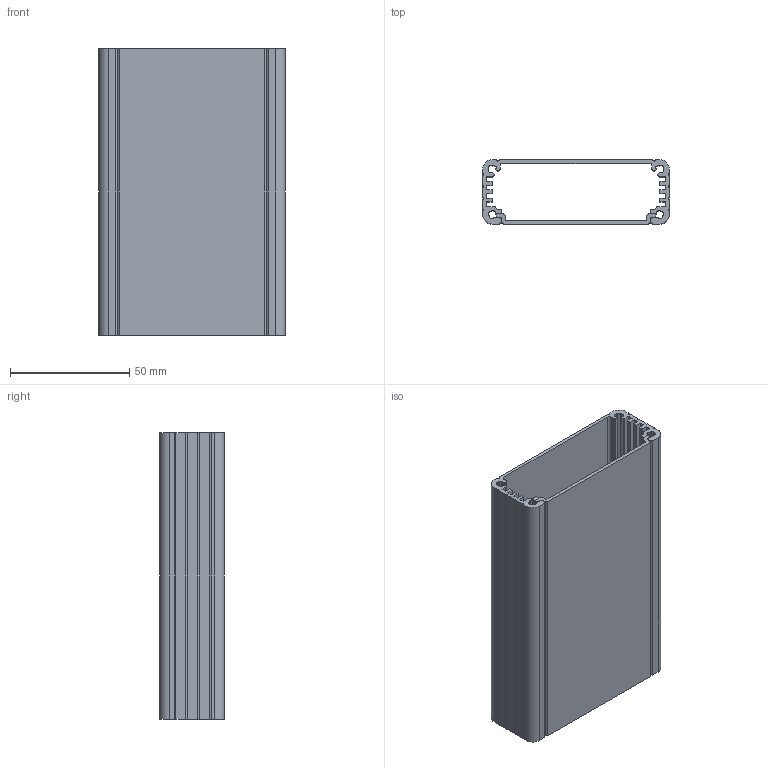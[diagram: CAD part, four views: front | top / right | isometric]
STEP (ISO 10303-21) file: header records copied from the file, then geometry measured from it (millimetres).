
FILE_DESCRIPTION((''),'2;1');
FILE_NAME('J Extrusion 120mm.stp','2005-02-21T08:34:44',('avernon'),(''),'Autodesk Inventor 9','Autodesk Inventor 9','');
FILE_SCHEMA(('AUTOMOTIVE_DESIGN { 1 0 10303 214 1 1 1 1 }'));
Length unit declared in the file: millimetre
Products named in the file (1): J Extrusion
Bounding box: 78 x 27 x 120 mm (x, y, z)
Volume: 48301.9 mm3; surface area: 60061.4 mm2
Topology: 2 solids, 2 shells, 192 faces, 564 edges, 376 vertices
Faces by surface type: cylinder 106, plane 86
Entity records: 6482 total; most frequent: DIRECTION 1162, CARTESIAN_POINT 1133, ORIENTED_EDGE 1128, EDGE_CURVE 564, AXIS2_PLACEMENT_3D 405, VERTEX_POINT 376, VECTOR 352, LINE 352
